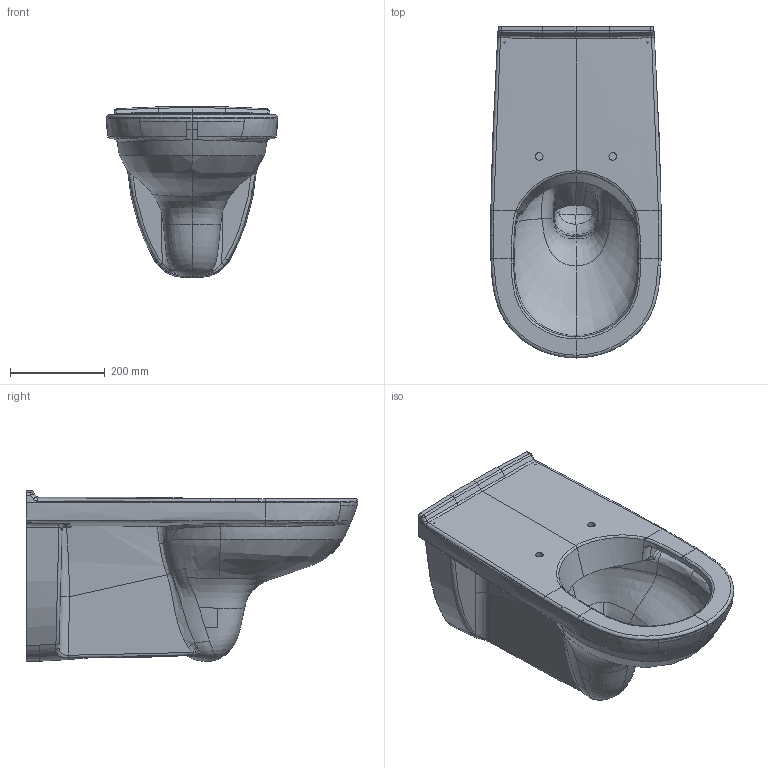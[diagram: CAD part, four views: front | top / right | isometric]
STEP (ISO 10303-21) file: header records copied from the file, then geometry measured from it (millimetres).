
FILE_DESCRIPTION(/* description */ (''),/* implementation_level */ '2;1');
FILE_NAME(/* name */ '4601R0_O-novo-Vita_WWC-DF_lang_2013.stp',/* time_stamp */ '2018-11-21T07:36:31+01:00',/* author */ (''),/* organization */ (''),/* preprocessor_version */ 'ST-DEVELOPER v16',/* originating_system */ 'SIEMENS PLM Software NX 10.0',/* authorisation */ '');
FILE_SCHEMA (('AUTOMOTIVE_DESIGN { 1 0 10303 214 3 1 1 1 }'));
Products named in the file (1): Sier1884FB70j3vc
Bounding box: 360 x 700 x 360.65 mm (x, y, z)
Volume: 21678672.9 mm3; surface area: 1117107.4 mm2
Topology: 1 solids, 1 shells, 414 faces, 1092 edges, 677 vertices
Faces by surface type: bspline 376, extrusion 16, plane 12, sphere 4, cylinder 4, cone 2
Full cylindrical faces by diameter (mm): 16 x2
Entity records: 65035 total; most frequent: CARTESIAN_POINT 58384, ORIENTED_EDGE 2150, EDGE_CURVE 1075, B_SPLINE_CURVE_WITH_KNOTS 926, VERTEX_POINT 673, EDGE_LOOP 424, ADVANCED_FACE 414, FACE_OUTER_BOUND 404
